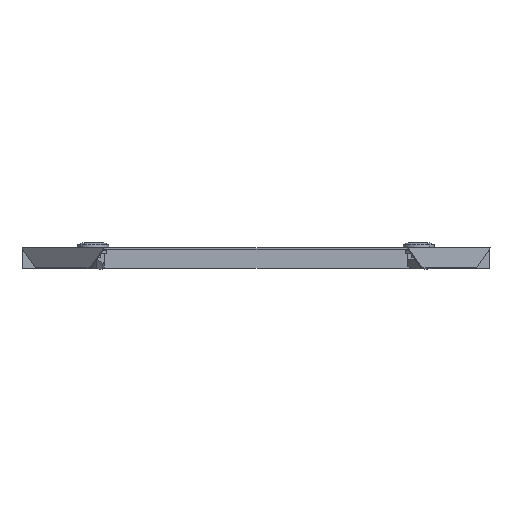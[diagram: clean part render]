
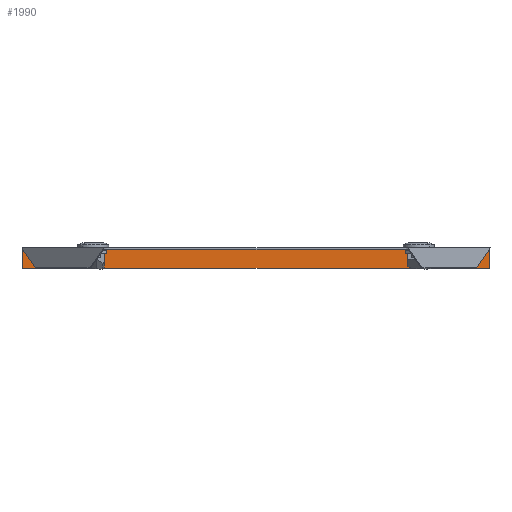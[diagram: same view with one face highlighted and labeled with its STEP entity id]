
A CAD part, top view. The second image highlights one B-rep face of the part: STEP entity #1990.
In plain terms, the highlighted planar face has unit normal (0, 0, 1).
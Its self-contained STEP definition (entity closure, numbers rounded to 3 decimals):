
#13 = DIRECTION ( 'NONE',  ( -1., 0., 0. ) ) ;
#15 = DIRECTION ( 'NONE',  ( 0., -1., 0. ) ) ;
#260 = LINE ( 'NONE', #1089, #1300 ) ;
#289 = VERTEX_POINT ( 'NONE', #606 ) ;
#343 = CARTESIAN_POINT ( 'NONE',  ( 150., -2., -120.4 ) ) ;
#382 = VECTOR ( 'NONE', #663, 1000. ) ;
#393 = EDGE_CURVE ( 'NONE', #514, #1869, #260, .T. ) ;
#412 = CARTESIAN_POINT ( 'NONE',  ( 150., -13.001, -120.4 ) ) ;
#413 = EDGE_CURVE ( 'NONE', #1869, #658, #2437, .T. ) ;
#442 = DIRECTION ( 'NONE',  ( 0., 0., 1. ) ) ;
#474 = VECTOR ( 'NONE', #2586, 1000. ) ;
#514 = VERTEX_POINT ( 'NONE', #343 ) ;
#548 = LINE ( 'NONE', #1042, #474 ) ;
#606 = CARTESIAN_POINT ( 'NONE',  ( -150., -2., -120.4 ) ) ;
#658 = VERTEX_POINT ( 'NONE', #2153 ) ;
#663 = DIRECTION ( 'NONE',  ( 0., -1., 0. ) ) ;
#679 = VERTEX_POINT ( 'NONE', #412 ) ;
#760 = FACE_OUTER_BOUND ( 'NONE', #943, .T. ) ;
#782 = CARTESIAN_POINT ( 'NONE',  ( 150., -1., -120.4 ) ) ;
#804 = CARTESIAN_POINT ( 'NONE',  ( -150., 216.957, -120.4 ) ) ;
#917 = CARTESIAN_POINT ( 'NONE',  ( -150., -13.001, -120.4 ) ) ;
#943 = EDGE_LOOP ( 'NONE', ( #2613, #1683, #2089, #2472, #1122, #2692 ) ) ;
#1042 = CARTESIAN_POINT ( 'NONE',  ( -150., 119.599, -120.4 ) ) ;
#1049 = VERTEX_POINT ( 'NONE', #2766 ) ;
#1088 = EDGE_CURVE ( 'NONE', #1049, #289, #1295, .T. ) ;
#1089 = CARTESIAN_POINT ( 'NONE',  ( 150., -2., -120.4 ) ) ;
#1118 = PLANE ( 'NONE',  #1473 ) ;
#1122 = ORIENTED_EDGE ( 'NONE', *, *, #1088, .F. ) ;
#1295 = LINE ( 'NONE', #804, #1989 ) ;
#1300 = VECTOR ( 'NONE', #1947, 1000. ) ;
#1318 = VECTOR ( 'NONE', #13, 1000. ) ;
#1448 = LINE ( 'NONE', #2680, #382 ) ;
#1473 = AXIS2_PLACEMENT_3D ( 'NONE', #1766, #442, #15 ) ;
#1488 = DIRECTION ( 'NONE',  ( -1., 0., 0. ) ) ;
#1683 = ORIENTED_EDGE ( 'NONE', *, *, #393, .T. ) ;
#1766 = CARTESIAN_POINT ( 'NONE',  ( 0., 119.599, -120.4 ) ) ;
#1795 = VECTOR ( 'NONE', #1488, 1000. ) ;
#1869 = VERTEX_POINT ( 'NONE', #782 ) ;
#1947 = DIRECTION ( 'NONE',  ( 0., 1., 0. ) ) ;
#1989 = VECTOR ( 'NONE', #2392, 1000. ) ;
#1990 = ADVANCED_FACE ( 'NONE', ( #760 ), #1118, .T. ) ;
#2089 = ORIENTED_EDGE ( 'NONE', *, *, #413, .T. ) ;
#2153 = CARTESIAN_POINT ( 'NONE',  ( -150., -1., -120.4 ) ) ;
#2271 = EDGE_CURVE ( 'NONE', #289, #658, #548, .T. ) ;
#2392 = DIRECTION ( 'NONE',  ( 0., 1., 0. ) ) ;
#2437 = LINE ( 'NONE', #2853, #1795 ) ;
#2472 = ORIENTED_EDGE ( 'NONE', *, *, #2271, .F. ) ;
#2586 = DIRECTION ( 'NONE',  ( 0., 1., 0. ) ) ;
#2613 = ORIENTED_EDGE ( 'NONE', *, *, #2856, .F. ) ;
#2679 = EDGE_CURVE ( 'NONE', #679, #1049, #2815, .T. ) ;
#2680 = CARTESIAN_POINT ( 'NONE',  ( 150., 216.957, -120.4 ) ) ;
#2692 = ORIENTED_EDGE ( 'NONE', *, *, #2679, .F. ) ;
#2766 = CARTESIAN_POINT ( 'NONE',  ( -150., -13.001, -120.4 ) ) ;
#2815 = LINE ( 'NONE', #917, #1318 ) ;
#2853 = CARTESIAN_POINT ( 'NONE',  ( 0., -1., -120.4 ) ) ;
#2856 = EDGE_CURVE ( 'NONE', #514, #679, #1448, .T. ) ;
